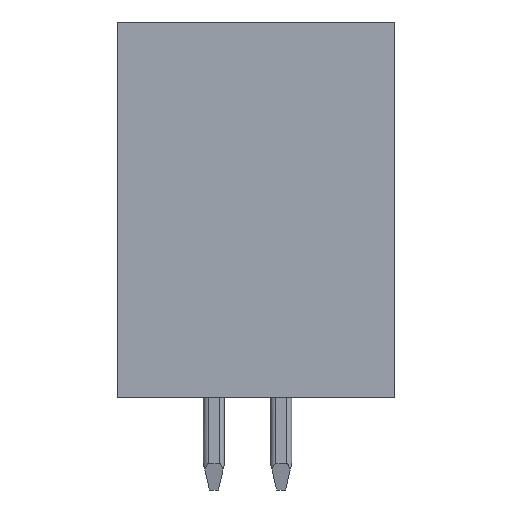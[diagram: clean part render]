
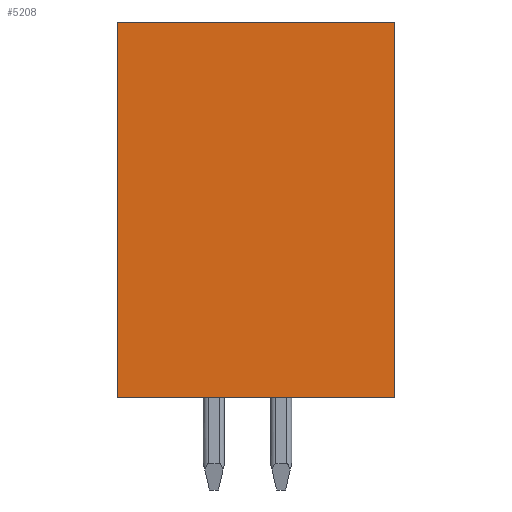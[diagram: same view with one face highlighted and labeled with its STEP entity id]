
A CAD part, front view. The second image highlights one B-rep face of the part: STEP entity #5208.
In plain terms, the highlighted planar face has unit normal (0, -1, 0).
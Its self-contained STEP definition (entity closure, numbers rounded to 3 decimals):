
#2085=DIRECTION('',(0.,0.,-1.));
#2086=VECTOR('',#2085,14.2);
#2087=CARTESIAN_POINT('',(-5.25,-4.79,7.1));
#2088=LINE('',#2087,#2086);
#2089=DIRECTION('',(-1.,0.,0.));
#2090=VECTOR('',#2089,10.5);
#2091=CARTESIAN_POINT('',(5.25,-4.79,7.1));
#2092=LINE('',#2091,#2090);
#2093=DIRECTION('',(0.,0.,1.));
#2094=VECTOR('',#2093,14.2);
#2095=CARTESIAN_POINT('',(5.25,-4.79,-7.1));
#2096=LINE('',#2095,#2094);
#2097=DIRECTION('',(1.,0.,0.));
#2098=VECTOR('',#2097,10.5);
#2099=CARTESIAN_POINT('',(-5.25,-4.79,-7.1));
#2100=LINE('',#2099,#2098);
#2209=CARTESIAN_POINT('',(-5.25,-4.79,7.1));
#2210=CARTESIAN_POINT('',(-5.25,-4.79,-7.1));
#2211=VERTEX_POINT('',#2209);
#2212=VERTEX_POINT('',#2210);
#2213=CARTESIAN_POINT('',(5.25,-4.79,-7.1));
#2214=VERTEX_POINT('',#2213);
#2215=CARTESIAN_POINT('',(5.25,-4.79,7.1));
#2216=VERTEX_POINT('',#2215);
#5197=CARTESIAN_POINT('',(0.,-4.79,0.));
#5198=DIRECTION('',(0.,-1.,0.));
#5199=DIRECTION('',(1.,0.,0.));
#5200=AXIS2_PLACEMENT_3D('',#5197,#5198,#5199);
#5201=PLANE('',#5200);
#5202=ORIENTED_EDGE('',*,*,#2628,.F.);
#5203=ORIENTED_EDGE('',*,*,#2686,.F.);
#5204=ORIENTED_EDGE('',*,*,#2723,.F.);
#5205=ORIENTED_EDGE('',*,*,#2767,.F.);
#5206=EDGE_LOOP('',(#5202,#5203,#5204,#5205));
#5207=FACE_OUTER_BOUND('',#5206,.F.);
#5208=ADVANCED_FACE('',(#5207),#5201,.T.);
#2628=EDGE_CURVE('',#2211,#2212,#2088,.T.);
#2686=EDGE_CURVE('',#2216,#2211,#2092,.T.);
#2723=EDGE_CURVE('',#2214,#2216,#2096,.T.);
#2767=EDGE_CURVE('',#2212,#2214,#2100,.T.);
